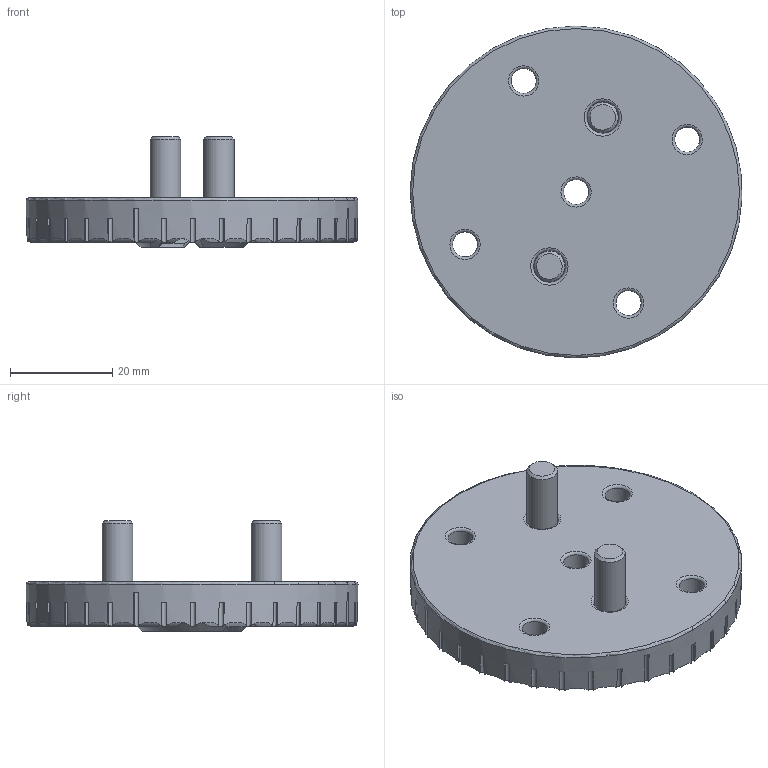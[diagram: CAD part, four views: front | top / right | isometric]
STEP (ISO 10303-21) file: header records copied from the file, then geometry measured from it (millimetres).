
FILE_DESCRIPTION(/* description */ (''),/* implementation_level */ '2;1');
FILE_NAME(/* name */ 'WDGMA5xxxx_06.stp',/* time_stamp */ '2016-03-11T08:39:36+01:00',/* author */ ('pre'),/* organization */ (''),/* preprocessor_version */ 'ST-DEVELOPER v15.2',/* originating_system */ 'Autodesk Inventor 2014',/* authorisation */ '');
FILE_SCHEMA (('AUTOMOTIVE_DESIGN { 1 0 10303 214 3 1 1 }'));
Length unit declared in the file: millimetre
Products named in the file (1): WDGMA5xxxx_06
Bounding box: 64.97 x 65 x 21.7 mm (x, y, z)
Volume: 26507.6 mm3; surface area: 10528.5 mm2
Topology: 3 solids, 3 shells, 369 faces, 1086 edges, 719 vertices
Faces by surface type: cylinder 173, plane 168, cone 13, torus 10, bspline 5
Full cylindrical faces by diameter (mm): 4.917 x5, 6 x2, 6.3 x2, 12 x2
Entity records: 14185 total; most frequent: CARTESIAN_POINT 4544, ORIENTED_EDGE 2096, DIRECTION 1688, EDGE_CURVE 1048, VERTEX_POINT 709, AXIS2_PLACEMENT_3D 602, LINE 484, VECTOR 484
